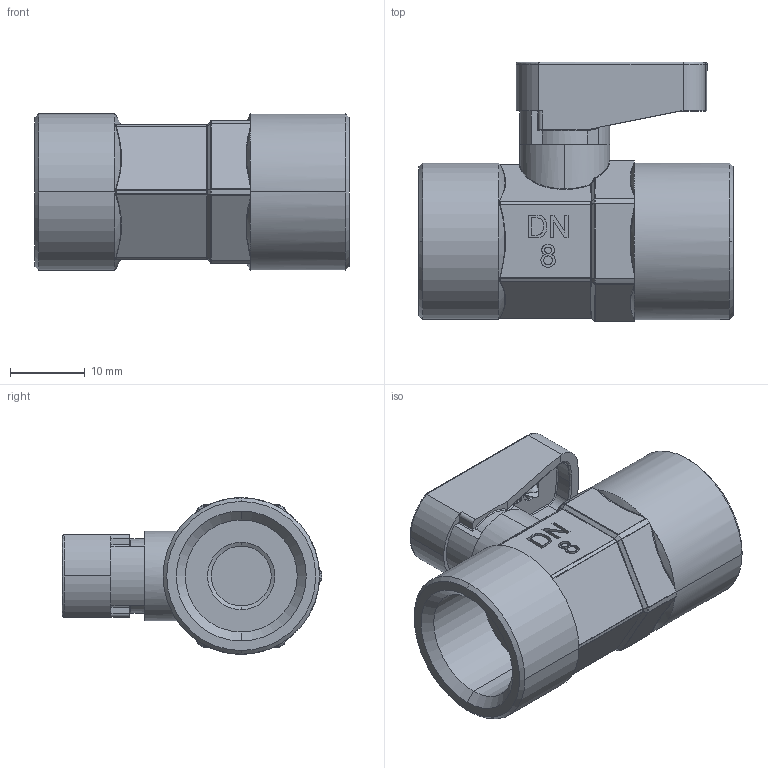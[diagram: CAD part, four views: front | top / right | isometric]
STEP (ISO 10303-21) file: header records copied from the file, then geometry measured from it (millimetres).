
FILE_DESCRIPTION (( 'STEP AP214' ), '1' );
FILE_NAME ('GHI06400-G03-G03.STEP', '2018-09-03T13:12:48', ( '' ), ( '' ), 'SwSTEP 2.0', 'SolidWorks 2018', '' );
FILE_SCHEMA (( 'AUTOMOTIVE_DESIGN' ));
Length unit declared in the file: millimetre
Products named in the file (1): GHI06400-G03-G03
Bounding box: 42 x 34.65 x 20.91 mm (x, y, z)
Volume: 12385.6 mm3; surface area: 7491 mm2
Topology: 7 solids, 10 shells, 850 faces, 2113 edges, 1311 vertices
Faces by surface type: plane 352, bspline 250, cylinder 196, cone 52
Entity records: 34423 total; most frequent: CARTESIAN_POINT 12328, ORIENTED_EDGE 4192, DIRECTION 3364, EDGE_CURVE 2096, VERTEX_POINT 1311, AXIS2_PLACEMENT_3D 1148, LINE 1068, VECTOR 1068
